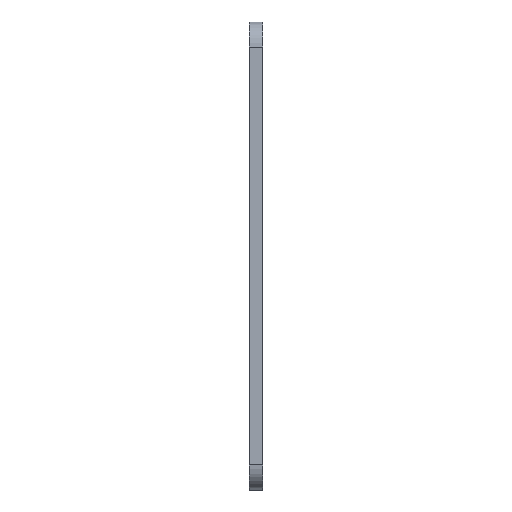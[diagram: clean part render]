
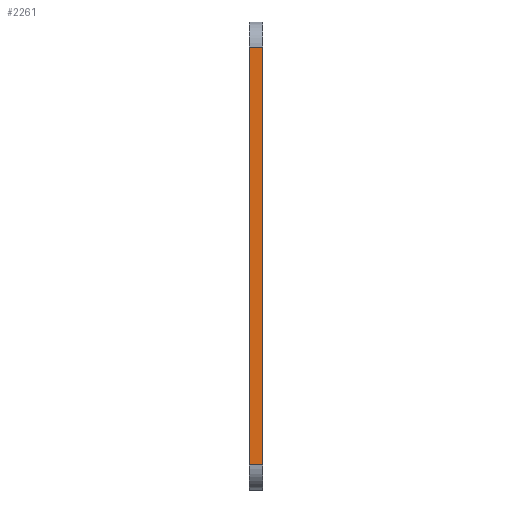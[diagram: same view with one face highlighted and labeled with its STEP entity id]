
A CAD part, left-side view. The second image highlights one B-rep face of the part: STEP entity #2261.
In plain terms, the highlighted planar face has unit normal (-1, 0, 0).
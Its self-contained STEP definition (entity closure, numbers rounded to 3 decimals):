
#41 = CARTESIAN_POINT ( 'NONE',  ( -42.5, -0.8, 25. ) ) ;
#275 = CARTESIAN_POINT ( 'NONE',  ( -42.5, -0.8, -25. ) ) ;
#537 = VECTOR ( 'NONE', #2922, 1000. ) ;
#758 = VECTOR ( 'NONE', #4477, 1000. ) ;
#932 = CARTESIAN_POINT ( 'NONE',  ( -42.5, 0.8, -28. ) ) ;
#952 = CARTESIAN_POINT ( 'NONE',  ( -42.5, -0.8, -28. ) ) ;
#1019 = EDGE_CURVE ( 'NONE', #3243, #3629, #4043, .T. ) ;
#1103 = FACE_OUTER_BOUND ( 'NONE', #2451, .T. ) ;
#1175 = ORIENTED_EDGE ( 'NONE', *, *, #3100, .T. ) ;
#1806 = LINE ( 'NONE', #4716, #2681 ) ;
#1966 = CARTESIAN_POINT ( 'NONE',  ( -42.5, 0.8, 25. ) ) ;
#2193 = LINE ( 'NONE', #4062, #537 ) ;
#2261 = ADVANCED_FACE ( 'NONE', ( #1103 ), #2264, .F. ) ;
#2264 = PLANE ( 'NONE',  #2509 ) ;
#2451 = EDGE_LOOP ( 'NONE', ( #3038, #1175, #3845, #4401 ) ) ;
#2509 = AXIS2_PLACEMENT_3D ( 'NONE', #932, #2862, #4105 ) ;
#2591 = VERTEX_POINT ( 'NONE', #4217 ) ;
#2623 = VECTOR ( 'NONE', #3940, 1000. ) ;
#2681 = VECTOR ( 'NONE', #3577, 1000. ) ;
#2862 = DIRECTION ( 'NONE',  ( 1., 0., 0. ) ) ;
#2922 = DIRECTION ( 'NONE',  ( 0., 0., 1. ) ) ;
#2996 = CARTESIAN_POINT ( 'NONE',  ( -42.5, 0.8, 25. ) ) ;
#3038 = ORIENTED_EDGE ( 'NONE', *, *, #4193, .F. ) ;
#3100 = EDGE_CURVE ( 'NONE', #2591, #4772, #1806, .T. ) ;
#3135 = LINE ( 'NONE', #952, #2623 ) ;
#3243 = VERTEX_POINT ( 'NONE', #41 ) ;
#3577 = DIRECTION ( 'NONE',  ( 0., -1., 0. ) ) ;
#3629 = VERTEX_POINT ( 'NONE', #1966 ) ;
#3845 = ORIENTED_EDGE ( 'NONE', *, *, #4548, .T. ) ;
#3940 = DIRECTION ( 'NONE',  ( 0., 0., 1. ) ) ;
#4043 = LINE ( 'NONE', #2996, #758 ) ;
#4062 = CARTESIAN_POINT ( 'NONE',  ( -42.5, 0.8, -28. ) ) ;
#4105 = DIRECTION ( 'NONE',  ( 0., 0., -1. ) ) ;
#4193 = EDGE_CURVE ( 'NONE', #2591, #3629, #2193, .T. ) ;
#4217 = CARTESIAN_POINT ( 'NONE',  ( -42.5, 0.8, -25. ) ) ;
#4401 = ORIENTED_EDGE ( 'NONE', *, *, #1019, .T. ) ;
#4477 = DIRECTION ( 'NONE',  ( 0., 1., 0. ) ) ;
#4548 = EDGE_CURVE ( 'NONE', #4772, #3243, #3135, .T. ) ;
#4716 = CARTESIAN_POINT ( 'NONE',  ( -42.5, 0.8, -25. ) ) ;
#4772 = VERTEX_POINT ( 'NONE', #275 ) ;
